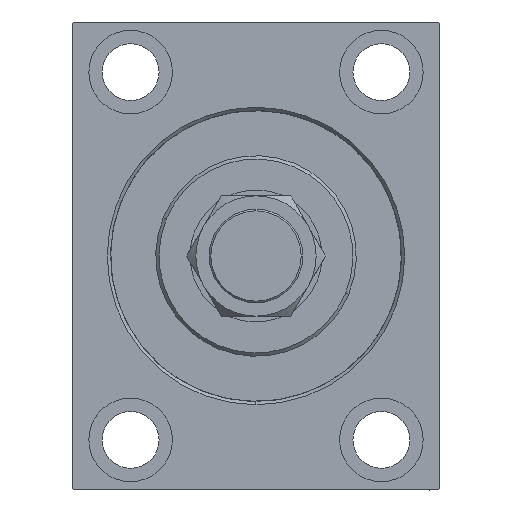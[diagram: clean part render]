
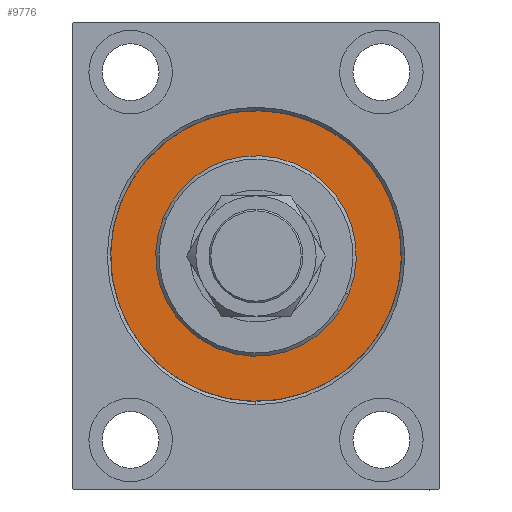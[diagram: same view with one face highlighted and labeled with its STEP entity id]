
A CAD part, left-side view. The second image highlights one B-rep face of the part: STEP entity #9776.
In plain terms, the highlighted face is planar.
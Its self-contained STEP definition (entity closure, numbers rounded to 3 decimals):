
#40 = CIRCLE ( 'NONE', #20623, 43.5 ) ;
#217 = EDGE_CURVE ( 'NONE', #8068, #1017, #25741, .T. ) ;
#1017 = VERTEX_POINT ( 'NONE', #9902 ) ;
#2022 = CARTESIAN_POINT ( 'NONE',  ( 0., 0., 0. ) ) ;
#3974 = DIRECTION ( 'NONE',  ( 1., 0., 0. ) ) ;
#4630 = CIRCLE ( 'NONE', #24508, 30. ) ;
#6059 = DIRECTION ( 'NONE',  ( -1., 0., 0. ) ) ;
#6374 = EDGE_CURVE ( 'NONE', #1017, #8068, #40, .T. ) ;
#6751 = EDGE_LOOP ( 'NONE', ( #29504, #26817 ) ) ;
#7642 = CARTESIAN_POINT ( 'NONE',  ( 0., 0., 0. ) ) ;
#8068 = VERTEX_POINT ( 'NONE', #8163 ) ;
#8163 = CARTESIAN_POINT ( 'NONE',  ( 0., 0., -43.5 ) ) ;
#8693 = CIRCLE ( 'NONE', #23410, 30. ) ;
#9776 = ADVANCED_FACE ( 'NONE', ( #23951, #37981 ), #20030, .F. ) ;
#9794 = ORIENTED_EDGE ( 'NONE', *, *, #6374, .F. ) ;
#9902 = CARTESIAN_POINT ( 'NONE',  ( 0., 0., 43.5 ) ) ;
#12639 = CARTESIAN_POINT ( 'NONE',  ( 0., 0., -30. ) ) ;
#12691 = CARTESIAN_POINT ( 'NONE',  ( 0., 0., 0. ) ) ;
#13222 = EDGE_CURVE ( 'NONE', #43826, #18519, #4630, .T. ) ;
#13404 = DIRECTION ( 'NONE',  ( 0., 0., 1. ) ) ;
#13568 = DIRECTION ( 'NONE',  ( 0., 0., 1. ) ) ;
#15534 = AXIS2_PLACEMENT_3D ( 'NONE', #31309, #17020, #13568 ) ;
#17020 = DIRECTION ( 'NONE',  ( -1., 0., 0. ) ) ;
#18519 = VERTEX_POINT ( 'NONE', #12639 ) ;
#20030 = PLANE ( 'NONE',  #15534 ) ;
#20623 = AXIS2_PLACEMENT_3D ( 'NONE', #23561, #6059, #13404 ) ;
#23410 = AXIS2_PLACEMENT_3D ( 'NONE', #7642, #3974, #38958 ) ;
#23561 = CARTESIAN_POINT ( 'NONE',  ( 0., 0., 0. ) ) ;
#23951 = FACE_BOUND ( 'NONE', #6751, .T. ) ;
#24129 = EDGE_LOOP ( 'NONE', ( #28346, #9794 ) ) ;
#24508 = AXIS2_PLACEMENT_3D ( 'NONE', #12691, #30442, #44484 ) ;
#25741 = CIRCLE ( 'NONE', #39706, 43.5 ) ;
#26817 = ORIENTED_EDGE ( 'NONE', *, *, #27622, .F. ) ;
#27622 = EDGE_CURVE ( 'NONE', #18519, #43826, #8693, .T. ) ;
#28346 = ORIENTED_EDGE ( 'NONE', *, *, #217, .F. ) ;
#29504 = ORIENTED_EDGE ( 'NONE', *, *, #13222, .F. ) ;
#29884 = DIRECTION ( 'NONE',  ( -1., 0., 0. ) ) ;
#30442 = DIRECTION ( 'NONE',  ( 1., 0., 0. ) ) ;
#31309 = CARTESIAN_POINT ( 'NONE',  ( 0., 0., 0. ) ) ;
#37981 = FACE_OUTER_BOUND ( 'NONE', #24129, .T. ) ;
#38958 = DIRECTION ( 'NONE',  ( 0., 0., -1. ) ) ;
#39706 = AXIS2_PLACEMENT_3D ( 'NONE', #2022, #29884, #39777 ) ;
#39777 = DIRECTION ( 'NONE',  ( 0., 0., 1. ) ) ;
#41123 = CARTESIAN_POINT ( 'NONE',  ( 0., 0., 30. ) ) ;
#43826 = VERTEX_POINT ( 'NONE', #41123 ) ;
#44484 = DIRECTION ( 'NONE',  ( 0., 0., -1. ) ) ;
